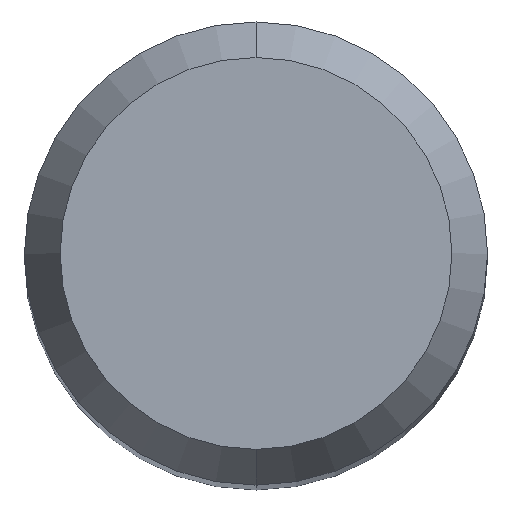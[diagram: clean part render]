
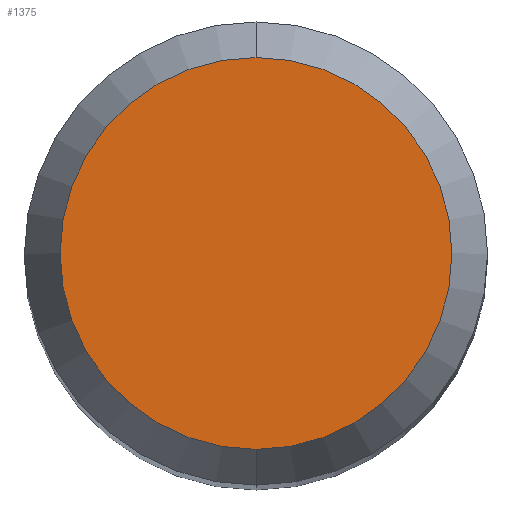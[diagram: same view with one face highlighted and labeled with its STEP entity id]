
A CAD part, top view. The second image highlights one B-rep face of the part: STEP entity #1375.
In plain terms, the highlighted planar face has unit normal (0, 0, 1).
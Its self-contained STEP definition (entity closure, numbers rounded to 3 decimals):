
#933=VERTEX_POINT('',#2274);
#1249=VERTEX_POINT('',#2623);
#1375=ADVANCED_FACE('',(#2757),#2758,.T.);
#1443=EDGE_CURVE('',#933,#1249,#2833,.T.);
#1845=EDGE_CURVE('',#1249,#933,#3267,.T.);
#2274=CARTESIAN_POINT('',(0.,-2.538,0.0));
#2623=CARTESIAN_POINT('',(0.0,2.538,0.0));
#2757=FACE_OUTER_BOUND('',#11446,.T.);
#2758=PLANE('',#11447);
#2833=CIRCLE('',#12122,2.538);
#3267=CIRCLE('',#16430,2.538);
#11446=EDGE_LOOP('',(#18776,#18777));
#11447=AXIS2_PLACEMENT_3D('',#18778,#18779,#18780);
#12122=AXIS2_PLACEMENT_3D('',#18878,#18879,#18880);
#16430=AXIS2_PLACEMENT_3D('',#19232,#19233,#19234);
#18776=ORIENTED_EDGE('',*,*,#1845,.F.);
#18777=ORIENTED_EDGE('',*,*,#1443,.F.);
#18778=CARTESIAN_POINT('',(0.0,1.269,0.0));
#18779=DIRECTION('',(-0.0,0.0,1.0));
#18780=DIRECTION('',(0.0,-1.0,0.0));
#18878=CARTESIAN_POINT('',(0.0,0.0,0.0));
#18879=DIRECTION('',(0.0,0.0,-1.0));
#18880=DIRECTION('',(0.0,1.0,0.0));
#19232=CARTESIAN_POINT('',(0.0,0.0,0.0));
#19233=DIRECTION('',(0.0,0.0,-1.0));
#19234=DIRECTION('',(0.0,1.0,0.0));
